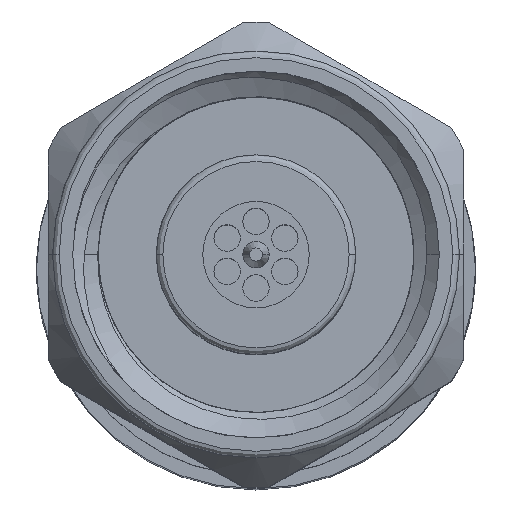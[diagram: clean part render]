
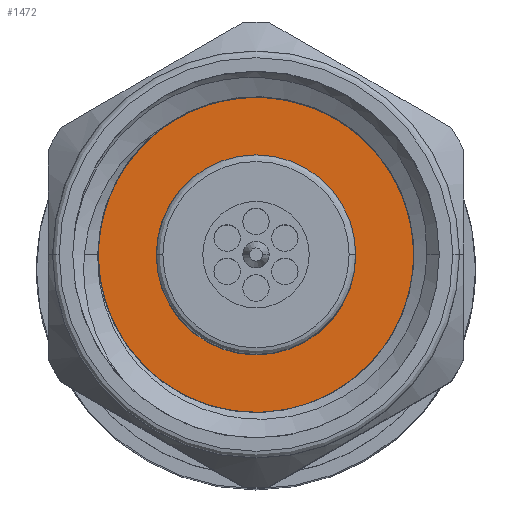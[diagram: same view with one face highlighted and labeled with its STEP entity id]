
A CAD part, top view. The second image highlights one B-rep face of the part: STEP entity #1472.
In plain terms, the highlighted face is planar.
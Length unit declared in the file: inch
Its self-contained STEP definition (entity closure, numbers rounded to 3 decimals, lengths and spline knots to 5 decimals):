
#219 = DIRECTION ( 'NONE',  ( -1., 0., 0. ) ) ;
#887 = AXIS2_PLACEMENT_3D ( 'NONE', #4950, #219, #3390 ) ;
#1201 = DIRECTION ( 'NONE',  ( 0., 0., 1. ) ) ;
#1291 = EDGE_CURVE ( 'NONE', #5330, #8471, #5850, .T. ) ;
#1472 = ADVANCED_FACE ( 'NONE', ( #4176 ), #9714, .T. ) ;
#2025 = DIRECTION ( 'NONE',  ( 0., 0., 1. ) ) ;
#2288 = AXIS2_PLACEMENT_3D ( 'NONE', #6769, #3647, #1201 ) ;
#3390 = DIRECTION ( 'NONE',  ( 0., 0., 1. ) ) ;
#3647 = DIRECTION ( 'NONE',  ( -1., 0., 0. ) ) ;
#3794 = CARTESIAN_POINT ( 'NONE',  ( 0.3, 0., 0.1378 ) ) ;
#4176 = FACE_OUTER_BOUND ( 'NONE', #5746, .T. ) ;
#4309 = DIRECTION ( 'NONE',  ( -1., 0., 0. ) ) ;
#4950 = CARTESIAN_POINT ( 'NONE',  ( 0.3, 0., 0. ) ) ;
#5330 = VERTEX_POINT ( 'NONE', #7826 ) ;
#5746 = EDGE_LOOP ( 'NONE', ( #8733, #6447 ) ) ;
#5850 = CIRCLE ( 'NONE', #8822, 0.1378 ) ;
#6366 = EDGE_CURVE ( 'NONE', #8471, #5330, #6606, .T. ) ;
#6447 = ORIENTED_EDGE ( 'NONE', *, *, #1291, .T. ) ;
#6606 = CIRCLE ( 'NONE', #2288, 0.1378 ) ;
#6769 = CARTESIAN_POINT ( 'NONE',  ( 0.3, 0., 0. ) ) ;
#6811 = CARTESIAN_POINT ( 'NONE',  ( 0.3, 0., 0. ) ) ;
#7826 = CARTESIAN_POINT ( 'NONE',  ( 0.3, 0., -0.1378 ) ) ;
#8471 = VERTEX_POINT ( 'NONE', #3794 ) ;
#8733 = ORIENTED_EDGE ( 'NONE', *, *, #6366, .T. ) ;
#8822 = AXIS2_PLACEMENT_3D ( 'NONE', #6811, #4309, #2025 ) ;
#9714 = PLANE ( 'NONE',  #887 ) ;
